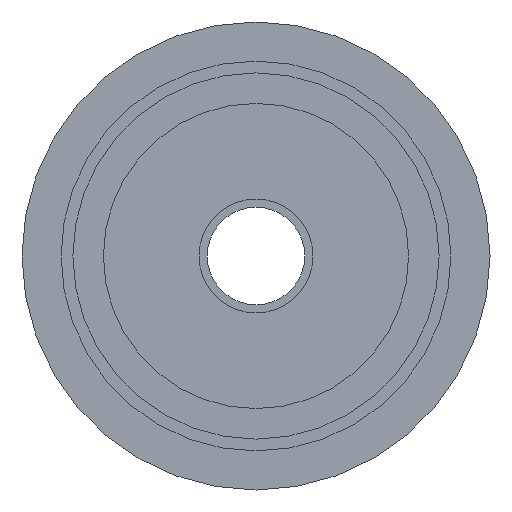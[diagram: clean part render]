
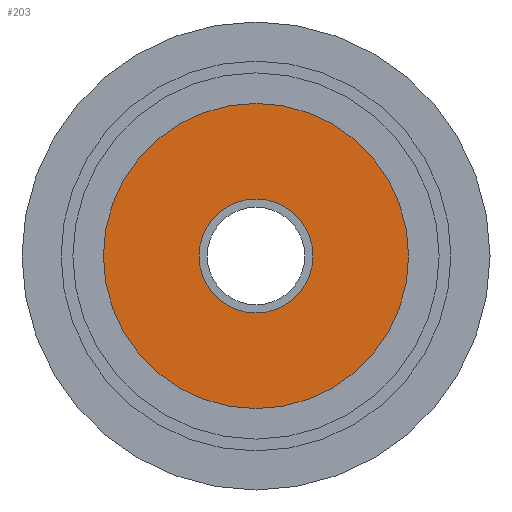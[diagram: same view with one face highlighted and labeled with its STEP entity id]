
A CAD part, left-side view. The second image highlights one B-rep face of the part: STEP entity #203.
In plain terms, the highlighted planar face has unit normal (-1, 0, 0).
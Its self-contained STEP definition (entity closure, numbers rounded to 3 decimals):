
#38=FACE_BOUND('',#76,.T.);
#46=PLANE('',#242);
#57=FACE_OUTER_BOUND('',#75,.T.);
#75=EDGE_LOOP('',(#165));
#76=EDGE_LOOP('',(#166));
#96=CIRCLE('',#235,14.);
#100=CIRCLE('',#241,37.5);
#112=VERTEX_POINT('',#347);
#116=VERTEX_POINT('',#358);
#129=EDGE_CURVE('',#112,#112,#96,.T.);
#135=EDGE_CURVE('',#116,#116,#100,.T.);
#165=ORIENTED_EDGE('',*,*,#135,.F.);
#166=ORIENTED_EDGE('',*,*,#129,.T.);
#203=ADVANCED_FACE('',(#57,#38),#46,.F.);
#235=AXIS2_PLACEMENT_3D('',#348,#277,#278);
#241=AXIS2_PLACEMENT_3D('',#360,#291,#292);
#242=AXIS2_PLACEMENT_3D('',#361,#293,#294);
#277=DIRECTION('center_axis',(1.,0.,0.));
#278=DIRECTION('ref_axis',(0.,-1.,0.));
#291=DIRECTION('center_axis',(1.,0.,0.));
#292=DIRECTION('ref_axis',(0.,-1.,0.));
#293=DIRECTION('center_axis',(1.,0.,0.));
#294=DIRECTION('ref_axis',(0.,-1.,0.));
#347=CARTESIAN_POINT('',(-2.,14.,0.));
#348=CARTESIAN_POINT('Origin',(-2.,0.,0.));
#358=CARTESIAN_POINT('',(-2.,37.5,0.));
#360=CARTESIAN_POINT('Origin',(-2.,0.,0.));
#361=CARTESIAN_POINT('Origin',(-2.,0.,0.));
